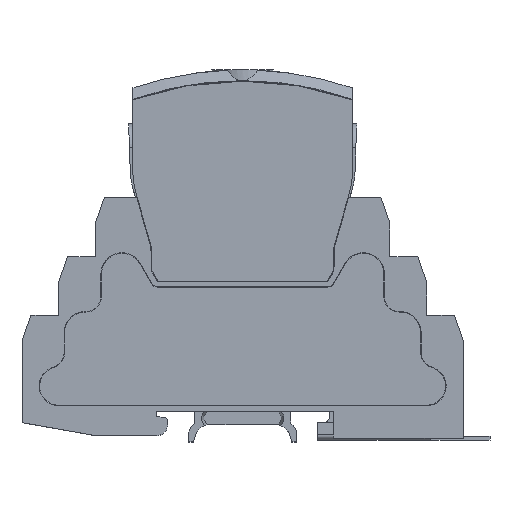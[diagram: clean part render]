
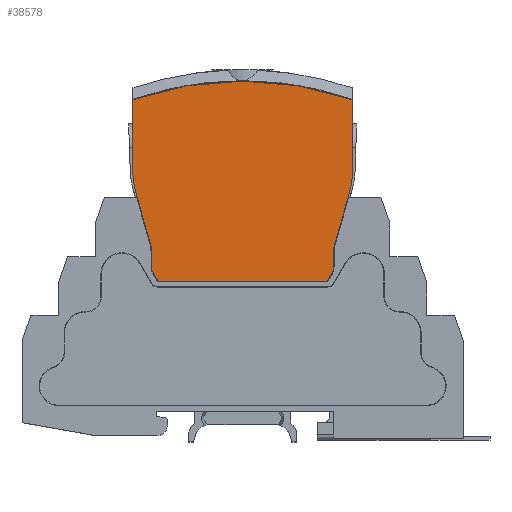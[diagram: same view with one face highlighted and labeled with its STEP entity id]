
A CAD part, top view. The second image highlights one B-rep face of the part: STEP entity #38578.
In plain terms, the highlighted face is planar.
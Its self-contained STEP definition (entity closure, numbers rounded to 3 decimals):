
#590 = ORIENTED_EDGE ( 'NONE', *, *, #47126, .F. ) ;
#774 = VERTEX_POINT ( 'NONE', #38505 ) ;
#839 = CARTESIAN_POINT ( 'NONE',  ( -18.5, 2.252, 0. ) ) ;
#1547 = CARTESIAN_POINT ( 'NONE',  ( -18.5, 2.252, 0. ) ) ;
#1761 = CIRCLE ( 'NONE', #22590, 15.8 ) ;
#2427 = EDGE_CURVE ( 'NONE', #46710, #12395, #29094, .T. ) ;
#2652 = CARTESIAN_POINT ( 'NONE',  ( 21.788, 18.145, 0. ) ) ;
#3259 = VERTEX_POINT ( 'NONE', #30937 ) ;
#3535 = DIRECTION ( 'NONE',  ( 0.5, 0.866, 0. ) ) ;
#4035 = ORIENTED_EDGE ( 'NONE', *, *, #15312, .F. ) ;
#4612 = VERTEX_POINT ( 'NONE', #43422 ) ;
#4935 = DIRECTION ( 'NONE',  ( 0.276, -0.961, 0. ) ) ;
#5964 = EDGE_CURVE ( 'NONE', #33205, #36743, #33897, .T. ) ;
#6307 = LINE ( 'NONE', #2652, #39929 ) ;
#6563 = DIRECTION ( 'NONE',  ( 0.017, 1., 0. ) ) ;
#7039 = CARTESIAN_POINT ( 'NONE',  ( 18.582, 6.965, 0. ) ) ;
#8106 = VERTEX_POINT ( 'NONE', #25402 ) ;
#8828 = VERTEX_POINT ( 'NONE', #10643 ) ;
#9101 = DIRECTION ( 'NONE',  ( 0., 0., 1. ) ) ;
#9160 = AXIS2_PLACEMENT_3D ( 'NONE', #12702, #9101, #20188 ) ;
#9444 = DIRECTION ( 'NONE',  ( 0.017, -1., 0. ) ) ;
#9963 = ORIENTED_EDGE ( 'NONE', *, *, #2427, .F. ) ;
#10643 = CARTESIAN_POINT ( 'NONE',  ( 18.5, 2.252, 0. ) ) ;
#11984 = ORIENTED_EDGE ( 'NONE', *, *, #45830, .F. ) ;
#12008 = EDGE_CURVE ( 'NONE', #25336, #12982, #34121, .T. ) ;
#12351 = CARTESIAN_POINT ( 'NONE',  ( -18.582, 6.965, 0. ) ) ;
#12395 = VERTEX_POINT ( 'NONE', #32826 ) ;
#12702 = CARTESIAN_POINT ( 'NONE',  ( 6.6, 22.5, 0. ) ) ;
#12823 = LINE ( 'NONE', #12351, #29265 ) ;
#12982 = VERTEX_POINT ( 'NONE', #42888 ) ;
#14114 = ORIENTED_EDGE ( 'NONE', *, *, #27167, .F. ) ;
#14818 = EDGE_LOOP ( 'NONE', ( #9963, #20458, #4035, #590, #15196, #46379, #20248, #14114, #23717, #41810, #44224, #11984 ) ) ;
#15196 = ORIENTED_EDGE ( 'NONE', *, *, #39162, .F. ) ;
#15312 = EDGE_CURVE ( 'NONE', #8828, #774, #39794, .T. ) ;
#15384 = EDGE_CURVE ( 'NONE', #36743, #4612, #1761, .T. ) ;
#15488 = CARTESIAN_POINT ( 'NONE',  ( -18.582, 6.965, 0. ) ) ;
#17263 = VECTOR ( 'NONE', #4935, 1000. ) ;
#17407 = DIRECTION ( 'NONE',  ( 0.276, 0.961, 0. ) ) ;
#17910 = DIRECTION ( 'NONE',  ( 0., 0., 1. ) ) ;
#19553 = CIRCLE ( 'NONE', #22614, 67.7 ) ;
#19951 = PLANE ( 'NONE',  #9160 ) ;
#20188 = DIRECTION ( 'NONE',  ( 1., 0., 0. ) ) ;
#20248 = ORIENTED_EDGE ( 'NONE', *, *, #40946, .F. ) ;
#20458 = ORIENTED_EDGE ( 'NONE', *, *, #21927, .F. ) ;
#20547 = CARTESIAN_POINT ( 'NONE',  ( 21.788, 18.145, 0. ) ) ;
#21033 = DIRECTION ( 'NONE',  ( 1., 0., 0. ) ) ;
#21901 = LINE ( 'NONE', #36533, #25349 ) ;
#21927 = EDGE_CURVE ( 'NONE', #774, #46710, #6307, .T. ) ;
#22590 = AXIS2_PLACEMENT_3D ( 'NONE', #39093, #17910, #32115 ) ;
#22614 = AXIS2_PLACEMENT_3D ( 'NONE', #28489, #40950, #43241 ) ;
#23717 = ORIENTED_EDGE ( 'NONE', *, *, #15384, .F. ) ;
#23720 = VECTOR ( 'NONE', #32233, 1000. ) ;
#24027 = DIRECTION ( 'NONE',  ( 0.5, -0.866, 0. ) ) ;
#25336 = VERTEX_POINT ( 'NONE', #839 ) ;
#25349 = VECTOR ( 'NONE', #3535, 1000. ) ;
#25402 = CARTESIAN_POINT ( 'NONE',  ( 17.2, 0., 0. ) ) ;
#25918 = EDGE_CURVE ( 'NONE', #3259, #33205, #19553, .T. ) ;
#26649 = DIRECTION ( 'NONE',  ( 0., -1., 0. ) ) ;
#27019 = CARTESIAN_POINT ( 'NONE',  ( 6.6, 22.5, 0. ) ) ;
#27167 = EDGE_CURVE ( 'NONE', #4612, #32959, #45735, .T. ) ;
#27176 = DIRECTION ( 'NONE',  ( 1., 0., 0. ) ) ;
#27334 = CARTESIAN_POINT ( 'NONE',  ( -21.788, 18.145, 0. ) ) ;
#28489 = CARTESIAN_POINT ( 'NONE',  ( 0., -26.8, 0. ) ) ;
#29094 = CIRCLE ( 'NONE', #37558, 15.8 ) ;
#29265 = VECTOR ( 'NONE', #9444, 1000. ) ;
#30286 = CARTESIAN_POINT ( 'NONE',  ( -22.4, 37.087, 0. ) ) ;
#30937 = CARTESIAN_POINT ( 'NONE',  ( 22.4, 37.087, 0. ) ) ;
#32115 = DIRECTION ( 'NONE',  ( -1., 0., 0. ) ) ;
#32233 = DIRECTION ( 'NONE',  ( 0., 1., 0. ) ) ;
#32826 = CARTESIAN_POINT ( 'NONE',  ( 22.4, 22.5, 0. ) ) ;
#32959 = VERTEX_POINT ( 'NONE', #15488 ) ;
#33205 = VERTEX_POINT ( 'NONE', #46566 ) ;
#33897 = LINE ( 'NONE', #30286, #44139 ) ;
#34121 = LINE ( 'NONE', #1547, #36118 ) ;
#36118 = VECTOR ( 'NONE', #24027, 1000. ) ;
#36293 = CARTESIAN_POINT ( 'NONE',  ( 22.4, 37.087, 0. ) ) ;
#36533 = CARTESIAN_POINT ( 'NONE',  ( 18.5, 2.252, 0. ) ) ;
#36743 = VERTEX_POINT ( 'NONE', #37879 ) ;
#37166 = VECTOR ( 'NONE', #6563, 1000. ) ;
#37558 = AXIS2_PLACEMENT_3D ( 'NONE', #27019, #41733, #21033 ) ;
#37781 = LINE ( 'NONE', #45332, #46876 ) ;
#37879 = CARTESIAN_POINT ( 'NONE',  ( -22.4, 22.5, 0. ) ) ;
#38505 = CARTESIAN_POINT ( 'NONE',  ( 18.582, 6.965, 0. ) ) ;
#38578 = ADVANCED_FACE ( 'NONE', ( #45753 ), #19951, .F. ) ;
#39093 = CARTESIAN_POINT ( 'NONE',  ( -6.6, 22.5, 0. ) ) ;
#39162 = EDGE_CURVE ( 'NONE', #12982, #8106, #37781, .T. ) ;
#39794 = LINE ( 'NONE', #7039, #37166 ) ;
#39929 = VECTOR ( 'NONE', #17407, 1000. ) ;
#40946 = EDGE_CURVE ( 'NONE', #32959, #25336, #12823, .T. ) ;
#40950 = DIRECTION ( 'NONE',  ( 0., 0., 1. ) ) ;
#41733 = DIRECTION ( 'NONE',  ( 0., 0., 1. ) ) ;
#41810 = ORIENTED_EDGE ( 'NONE', *, *, #5964, .F. ) ;
#42888 = CARTESIAN_POINT ( 'NONE',  ( -17.2, 0., 0. ) ) ;
#43241 = DIRECTION ( 'NONE',  ( 1., 0., 0. ) ) ;
#43422 = CARTESIAN_POINT ( 'NONE',  ( -21.788, 18.145, 0. ) ) ;
#44083 = LINE ( 'NONE', #36293, #23720 ) ;
#44139 = VECTOR ( 'NONE', #26649, 1000. ) ;
#44224 = ORIENTED_EDGE ( 'NONE', *, *, #25918, .F. ) ;
#45332 = CARTESIAN_POINT ( 'NONE',  ( -17.2, 0., 0. ) ) ;
#45735 = LINE ( 'NONE', #27334, #17263 ) ;
#45753 = FACE_OUTER_BOUND ( 'NONE', #14818, .T. ) ;
#45830 = EDGE_CURVE ( 'NONE', #12395, #3259, #44083, .T. ) ;
#46379 = ORIENTED_EDGE ( 'NONE', *, *, #12008, .F. ) ;
#46566 = CARTESIAN_POINT ( 'NONE',  ( -22.4, 37.087, 0. ) ) ;
#46710 = VERTEX_POINT ( 'NONE', #20547 ) ;
#46876 = VECTOR ( 'NONE', #27176, 1000. ) ;
#47126 = EDGE_CURVE ( 'NONE', #8106, #8828, #21901, .T. ) ;
